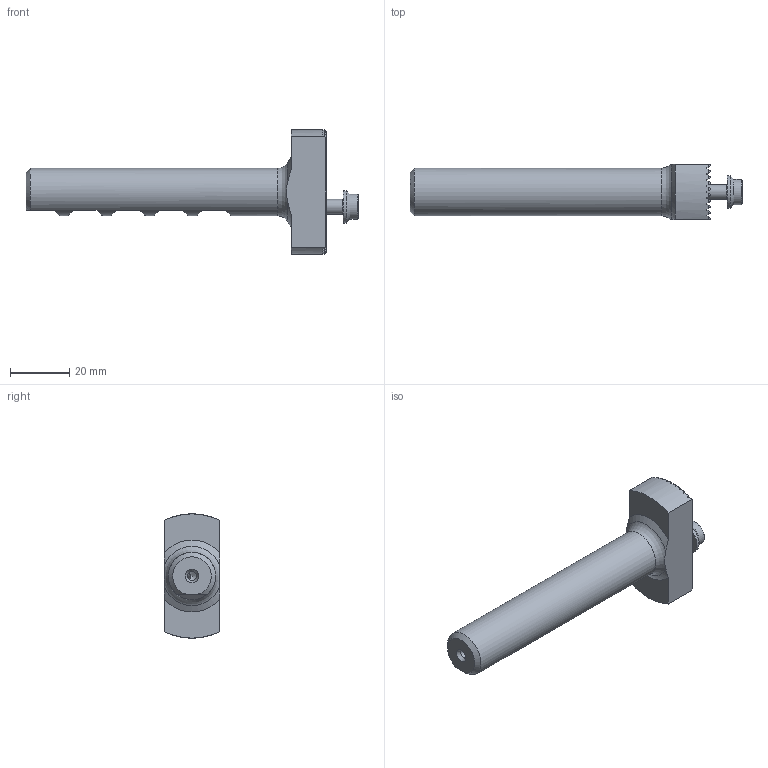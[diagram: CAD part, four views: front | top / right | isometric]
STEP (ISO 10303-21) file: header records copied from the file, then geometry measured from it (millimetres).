
FILE_DESCRIPTION (( 'STEP AP214' ), '1' );
FILE_NAME ('U16.BV2.K01.101.STEP', '2020-08-13T14:22:15', ( '' ), ( '' ), 'SwSTEP 2.0', 'SolidWorks 2017', '' );
FILE_SCHEMA (( 'AUTOMOTIVE_DESIGN' ));
Length unit declared in the file: millimetre
Products named in the file (3): U16.BV2.K01.101; BN 1392 - M5 x 16; U16-BV2.K01.101_B
Assembly tree (2 placements, depth 2):
  U16.BV2.K01.101
    U16-BV2.K01.101_B
    BN 1392 - M5 x 16
Bounding box: 112.2 x 18.6 x 42 mm (x, y, z)
Volume: 25895.6 mm3; surface area: 9427.3 mm2
Topology: 2 solids, 2 shells, 197 faces, 535 edges, 350 vertices
Faces by surface type: plane 106, cone 32, cylinder 28, bspline 28, torus 3
Full cylindrical faces by diameter (mm): 1.6 x1, 2 x1, 3 x1, 4.2 x1, 5 x1, 5.5 x1, 8.5 x1, 11 x1, 16 x1
Entity records: 9276 total; most frequent: CARTESIAN_POINT 3631, ORIENTED_EDGE 1004, DIRECTION 724, EDGE_CURVE 502, VERTEX_POINT 338, AXIS2_PLACEMENT_3D 258, EDGE_LOOP 228, FACE_OUTER_BOUND 209
